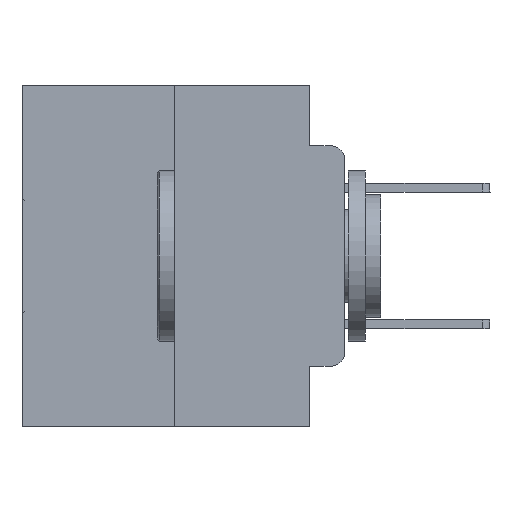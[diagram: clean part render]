
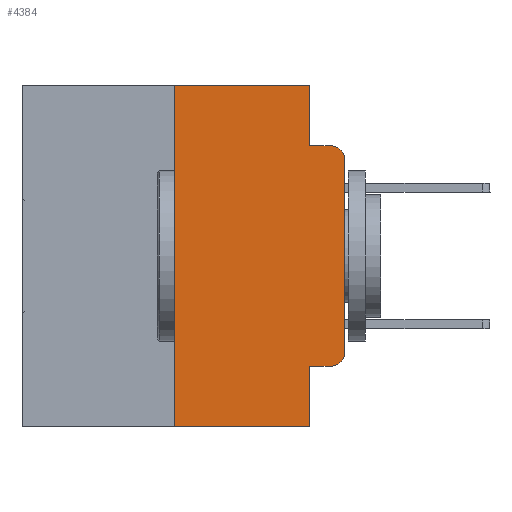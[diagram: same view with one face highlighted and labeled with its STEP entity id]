
A CAD part, left-side view. The second image highlights one B-rep face of the part: STEP entity #4384.
In plain terms, the highlighted planar face has unit normal (-1, 0, 0).
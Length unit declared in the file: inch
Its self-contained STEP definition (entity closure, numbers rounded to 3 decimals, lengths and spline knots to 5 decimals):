
#623 = DIRECTION ( 'NONE',  ( 0., 0., -1. ) ) ;
#1262 = CARTESIAN_POINT ( 'NONE',  ( 0., 0.051, -0.4115 ) ) ;
#1567 = LINE ( 'NONE', #1262, #25477 ) ;
#2076 = PLANE ( 'NONE',  #7204 ) ;
#2174 = ORIENTED_EDGE ( 'NONE', *, *, #22902, .F. ) ;
#2362 = VERTEX_POINT ( 'NONE', #7036 ) ;
#2826 = VECTOR ( 'NONE', #12712, 39.37008 ) ;
#3047 = DIRECTION ( 'NONE',  ( -1., 0., 0. ) ) ;
#3483 = FACE_OUTER_BOUND ( 'NONE', #25229, .T. ) ;
#4198 = EDGE_CURVE ( 'NONE', #6385, #16247, #9629, .T. ) ;
#4384 = ADVANCED_FACE ( 'NONE', ( #3483 ), #2076, .F. ) ;
#4620 = ORIENTED_EDGE ( 'NONE', *, *, #28847, .T. ) ;
#4929 = CARTESIAN_POINT ( 'NONE',  ( 0., 0., 0. ) ) ;
#5329 = DIRECTION ( 'NONE',  ( 0., 0., -1. ) ) ;
#5879 = DIRECTION ( 'NONE',  ( 0., 0., -1. ) ) ;
#6385 = VERTEX_POINT ( 'NONE', #18865 ) ;
#6633 = ORIENTED_EDGE ( 'NONE', *, *, #4198, .T. ) ;
#6943 = DIRECTION ( 'NONE',  ( 0., -1., 0. ) ) ;
#7036 = CARTESIAN_POINT ( 'NONE',  ( 0., 0.02, -0.0885 ) ) ;
#7044 = EDGE_CURVE ( 'NONE', #11414, #10933, #19055, .T. ) ;
#7204 = AXIS2_PLACEMENT_3D ( 'NONE', #27560, #14491, #18596 ) ;
#7749 = VECTOR ( 'NONE', #6943, 39.37008 ) ;
#8109 = VECTOR ( 'NONE', #21129, 39.37008 ) ;
#8173 = LINE ( 'NONE', #22268, #2826 ) ;
#9629 = CIRCLE ( 'NONE', #18322, 0.02 ) ;
#9669 = CARTESIAN_POINT ( 'NONE',  ( 0., 0.473, -0.5 ) ) ;
#9907 = LINE ( 'NONE', #25684, #8109 ) ;
#10479 = ORIENTED_EDGE ( 'NONE', *, *, #28164, .T. ) ;
#10933 = VERTEX_POINT ( 'NONE', #27993 ) ;
#11414 = VERTEX_POINT ( 'NONE', #18241 ) ;
#12712 = DIRECTION ( 'NONE',  ( 0., -1., 0. ) ) ;
#13392 = VERTEX_POINT ( 'NONE', #19864 ) ;
#13462 = ORIENTED_EDGE ( 'NONE', *, *, #7044, .T. ) ;
#14101 = VECTOR ( 'NONE', #28654, 39.37008 ) ;
#14491 = DIRECTION ( 'NONE',  ( 1., 0., 0. ) ) ;
#14805 = AXIS2_PLACEMENT_3D ( 'NONE', #15159, #19726, #623 ) ;
#15159 = CARTESIAN_POINT ( 'NONE',  ( 0., 0.02, -0.1085 ) ) ;
#15423 = EDGE_CURVE ( 'NONE', #26719, #6385, #1567, .T. ) ;
#15563 = VERTEX_POINT ( 'NONE', #19927 ) ;
#16230 = VECTOR ( 'NONE', #21453, 39.37008 ) ;
#16247 = VERTEX_POINT ( 'NONE', #18957 ) ;
#16746 = CIRCLE ( 'NONE', #14805, 0.02 ) ;
#17080 = EDGE_CURVE ( 'NONE', #15563, #13392, #9907, .T. ) ;
#17140 = CARTESIAN_POINT ( 'NONE',  ( 0., 0.25, 0. ) ) ;
#17690 = ORIENTED_EDGE ( 'NONE', *, *, #17080, .F. ) ;
#18041 = CARTESIAN_POINT ( 'NONE',  ( 0., 0.25, 0. ) ) ;
#18083 = ORIENTED_EDGE ( 'NONE', *, *, #15423, .T. ) ;
#18241 = CARTESIAN_POINT ( 'NONE',  ( 0., 0.25, -0.5 ) ) ;
#18322 = AXIS2_PLACEMENT_3D ( 'NONE', #26386, #3047, #5329 ) ;
#18596 = DIRECTION ( 'NONE',  ( 0., 0., -1. ) ) ;
#18865 = CARTESIAN_POINT ( 'NONE',  ( 0., 0.02, -0.4115 ) ) ;
#18957 = CARTESIAN_POINT ( 'NONE',  ( 0., 0., -0.3915 ) ) ;
#19055 = LINE ( 'NONE', #9669, #7749 ) ;
#19390 = CARTESIAN_POINT ( 'NONE',  ( 0., 0.473, 0. ) ) ;
#19525 = CARTESIAN_POINT ( 'NONE',  ( 0., 0.051, 0. ) ) ;
#19628 = EDGE_CURVE ( 'NONE', #13392, #2362, #8173, .T. ) ;
#19726 = DIRECTION ( 'NONE',  ( -1., 0., 0. ) ) ;
#19864 = CARTESIAN_POINT ( 'NONE',  ( 0., 0.051, -0.0885 ) ) ;
#19927 = CARTESIAN_POINT ( 'NONE',  ( 0., 0.051, 0. ) ) ;
#20469 = EDGE_CURVE ( 'NONE', #11414, #23762, #21713, .T. ) ;
#20974 = ORIENTED_EDGE ( 'NONE', *, *, #20469, .F. ) ;
#21129 = DIRECTION ( 'NONE',  ( 0., 0., -1. ) ) ;
#21200 = ORIENTED_EDGE ( 'NONE', *, *, #19628, .F. ) ;
#21278 = CARTESIAN_POINT ( 'NONE',  ( 0., 0.051, -0.4115 ) ) ;
#21453 = DIRECTION ( 'NONE',  ( 0., 0., 1. ) ) ;
#21671 = LINE ( 'NONE', #19390, #14101 ) ;
#21713 = LINE ( 'NONE', #17140, #24163 ) ;
#22268 = CARTESIAN_POINT ( 'NONE',  ( 0., 0.051, -0.0885 ) ) ;
#22902 = EDGE_CURVE ( 'NONE', #26719, #10933, #29083, .T. ) ;
#23531 = ORIENTED_EDGE ( 'NONE', *, *, #24118, .F. ) ;
#23762 = VERTEX_POINT ( 'NONE', #18041 ) ;
#24118 = EDGE_CURVE ( 'NONE', #23762, #15563, #21671, .T. ) ;
#24163 = VECTOR ( 'NONE', #26556, 39.37008 ) ;
#24295 = VECTOR ( 'NONE', #5879, 39.37008 ) ;
#25229 = EDGE_LOOP ( 'NONE', ( #10479, #4620, #21200, #17690, #23531, #20974, #13462, #2174, #18083, #6633 ) ) ;
#25477 = VECTOR ( 'NONE', #27053, 39.37008 ) ;
#25684 = CARTESIAN_POINT ( 'NONE',  ( 0., 0.051, 0. ) ) ;
#25995 = LINE ( 'NONE', #4929, #16230 ) ;
#26386 = CARTESIAN_POINT ( 'NONE',  ( 0., 0.02, -0.3915 ) ) ;
#26556 = DIRECTION ( 'NONE',  ( 0., 0., 1. ) ) ;
#26719 = VERTEX_POINT ( 'NONE', #21278 ) ;
#27053 = DIRECTION ( 'NONE',  ( 0., -1., 0. ) ) ;
#27492 = CARTESIAN_POINT ( 'NONE',  ( 0., 0., -0.1085 ) ) ;
#27560 = CARTESIAN_POINT ( 'NONE',  ( 0., 0.473, 0. ) ) ;
#27993 = CARTESIAN_POINT ( 'NONE',  ( 0., 0.051, -0.5 ) ) ;
#28164 = EDGE_CURVE ( 'NONE', #16247, #28545, #25995, .T. ) ;
#28545 = VERTEX_POINT ( 'NONE', #27492 ) ;
#28654 = DIRECTION ( 'NONE',  ( 0., -1., 0. ) ) ;
#28847 = EDGE_CURVE ( 'NONE', #28545, #2362, #16746, .T. ) ;
#29083 = LINE ( 'NONE', #19525, #24295 ) ;
